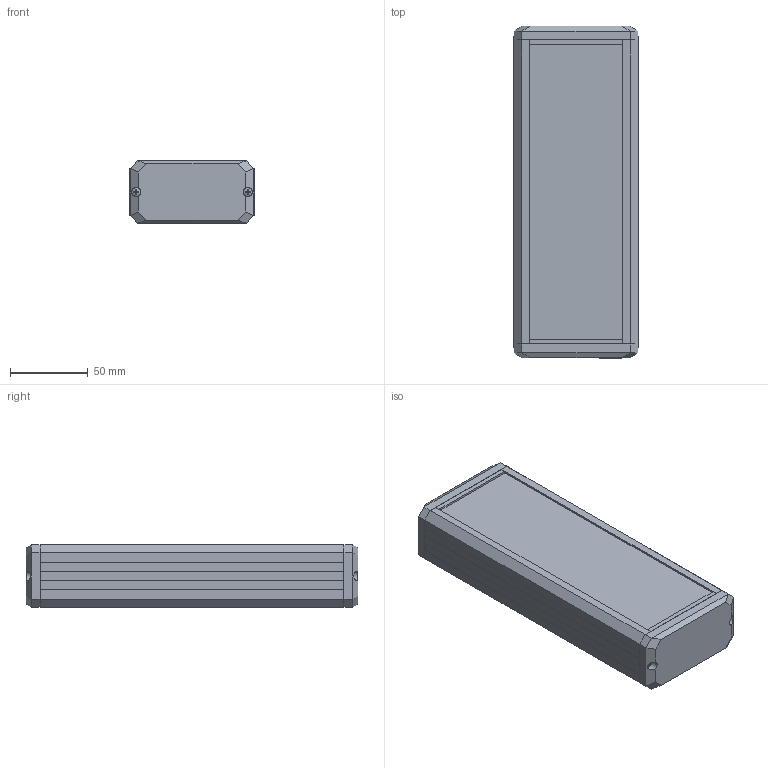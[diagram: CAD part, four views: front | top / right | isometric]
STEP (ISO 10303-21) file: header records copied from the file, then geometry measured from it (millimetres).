
FILE_DESCRIPTION(/* description */ (''),/* implementation_level */ '2;1');
FILE_NAME(/* name */ '1501100400 - DB 210.stp',/* time_stamp */ '2016-03-11T10:26:52+01:00',/* author */ ('Robin.Rentz'),/* organization */ (''),/* preprocessor_version */ 'ST-DEVELOPER v15.6',/* originating_system */ 'Autodesk Inventor 2015',/* authorisation */ '');
FILE_SCHEMA (('AUTOMOTIVE_DESIGN { 1 0 10303 214 3 1 1 }'));
Length unit declared in the file: millimetre
Products named in the file (6): Zuschnitt für DB 210  -  196mm; Frontplatte DB 210; 1520100103-Kappe DB 0; 1990000000 - C2,9 x 13 (DIN 7983); 1990000000 - C2,9 x 13 (DIN 7983)_MIR; 1501100400 - DB 210
Bounding box: 80 x 214 x 40.3 mm (x, y, z)
Volume: 140173.1 mm3; surface area: 127450.5 mm2
Topology: 8 solids, 8 shells, 412 faces, 1160 edges, 760 vertices
Faces by surface type: plane 322, cylinder 70, cone 12, torus 4, bspline 4
Full cylindrical faces by diameter (mm): 2.9 x4, 3.2 x4, 5.5 x4, 6 x4
Entity records: 8849 total; most frequent: CARTESIAN_POINT 1758, ORIENTED_EDGE 1488, DIRECTION 1362, EDGE_CURVE 744, LINE 602, VECTOR 602, VERTEX_POINT 498, AXIS2_PLACEMENT_3D 380
